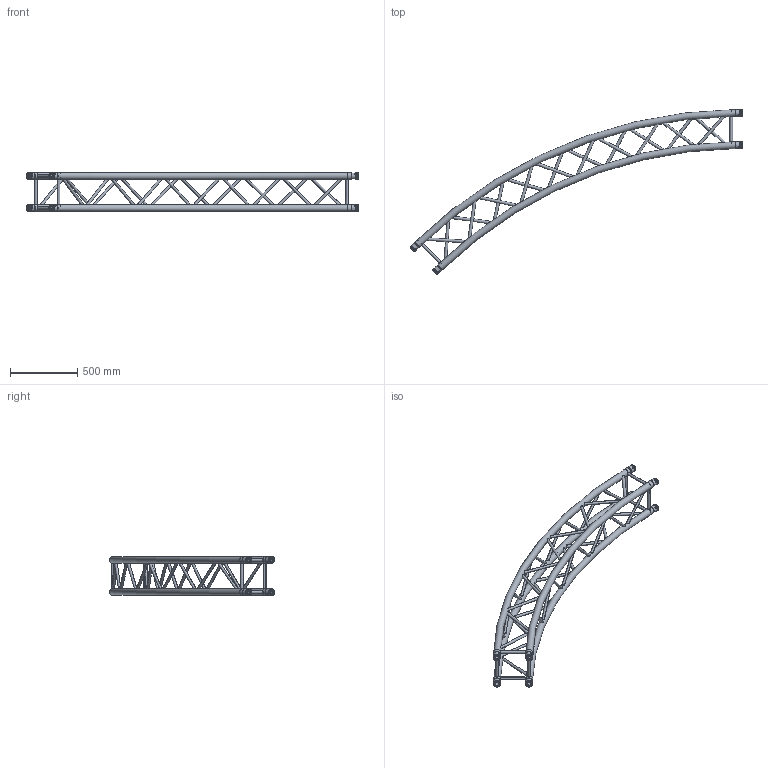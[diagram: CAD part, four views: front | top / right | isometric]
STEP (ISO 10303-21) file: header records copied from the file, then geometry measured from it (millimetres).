
FILE_DESCRIPTION(/* description */ (''),/* implementation_level */ '2;1');
FILE_NAME(/* name */ 'SQ-C7-45-Arc.stp',/* time_stamp */ '2021-03-21T22:02:30-07:00',/* author */ ('TheDanny'),/* organization */ (''),/* preprocessor_version */ 'ST-DEVELOPER v18.1',/* originating_system */ 'Autodesk Inventor 2021',/* authorisation */ '');
FILE_SCHEMA (('AUTOMOTIVE_DESIGN { 1 0 10303 214 3 1 1 }'));
Length unit declared in the file: inch
Products named in the file (61): SQ-C7-45-Arc; SQ-C7-45-Arc61; SQ-C7-45-Arc62; SQ-C7-45-Arc63; SQ-C7-45-Arc64; SQ-C7-45-Arc65; SQ-C7-45-Arc66; SQ-C7-45-Arc67; SQ-C7-45-Arc68; SQ-C7-45-Arc69; SQ-C7-45-Arc70; SQ-C7-45-Arc71; SQ-C7-45-Arc72; SQ-C7-45-Arc73; SQ-C7-45-Arc74; SQ-C7-45-Arc75; SQ-C7-45-Arc76; SQ-C7-45-Arc77; SQ-C7-45-Arc78; SQ-C7-45-Arc79; SQ-C7-45-Arc80; SQ-C7-45-Arc81; SQ-C7-45-Arc82; SQ-C7-45-Arc83; SQ-C7-45-Arc84; SQ-C7-45-Arc85; SQ-C7-45-Arc86; SQ-C7-45-Arc87; SQ-C7-45-Arc88; SQ-C7-45-Arc89; SQ-C7-45-Arc90; SQ-C7-45-Arc91; SQ-C7-45-Arc92; SQ-C7-45-Arc93; SQ-C7-45-Arc94; SQ-C7-45-Arc95; SQ-C7-45-Arc96; SQ-C7-45-Arc97; SQ-C7-45-Arc98; SQ-C7-45-Arc99 ...
Assembly tree (60 placements, depth 2):
  SQ-C7-45-Arc
    SQ-C7-45-Arc61
    SQ-C7-45-Arc62
    SQ-C7-45-Arc63
    SQ-C7-45-Arc64
    SQ-C7-45-Arc65
    SQ-C7-45-Arc66
    SQ-C7-45-Arc67
    SQ-C7-45-Arc68
    SQ-C7-45-Arc69
    SQ-C7-45-Arc70
    SQ-C7-45-Arc71
    SQ-C7-45-Arc72
    SQ-C7-45-Arc73
    SQ-C7-45-Arc74
    SQ-C7-45-Arc75
    SQ-C7-45-Arc76
    SQ-C7-45-Arc77
    SQ-C7-45-Arc78
    SQ-C7-45-Arc79
    SQ-C7-45-Arc80
    SQ-C7-45-Arc81
    SQ-C7-45-Arc82
    SQ-C7-45-Arc83
    SQ-C7-45-Arc84
    SQ-C7-45-Arc85
    SQ-C7-45-Arc86
    SQ-C7-45-Arc87
    SQ-C7-45-Arc88
    SQ-C7-45-Arc89
    SQ-C7-45-Arc90
    SQ-C7-45-Arc91
    SQ-C7-45-Arc92
    SQ-C7-45-Arc93
    SQ-C7-45-Arc94
    SQ-C7-45-Arc95
    SQ-C7-45-Arc96
    SQ-C7-45-Arc97
    SQ-C7-45-Arc98
    SQ-C7-45-Arc99
    SQ-C7-45-Arc100
    SQ-C7-45-Arc101
    SQ-C7-45-Arc102
    SQ-C7-45-Arc103
    SQ-C7-45-Arc104
    SQ-C7-45-Arc105
    SQ-C7-45-Arc106
    SQ-C7-45-Arc107
    SQ-C7-45-Arc108
    SQ-C7-45-Arc109
    SQ-C7-45-Arc110
    SQ-C7-45-Arc111
    SQ-C7-45-Arc112
    SQ-C7-45-Arc113
    SQ-C7-45-Arc114
    SQ-C7-45-Arc115
    SQ-C7-45-Arc116
    SQ-C7-45-Arc117
    SQ-C7-45-Arc118
    SQ-C7-45-Arc119
Bounding box: 2473.75 x 1228.97 x 290 mm (x, y, z)
Volume: 5138668.5 mm3; surface area: 4653691.6 mm2
Topology: 60 solids, 60 shells, 336 faces, 984 edges, 752 vertices
Faces by surface type: torus 136, cylinder 120, cone 56, plane 24
Full cylindrical faces by diameter (mm): 16 x48, 20 x48, 30.3 x8, 45.8 x8, 50 x8
Entity records: 26795 total; most frequent: CARTESIAN_POINT 15777, ORIENTED_EDGE 1968, DIRECTION 1698, EDGE_CURVE 984, AXIS2_PLACEMENT_3D 753, VERTEX_POINT 752, B_SPLINE_CURVE_WITH_KNOTS 496, EDGE_LOOP 472
